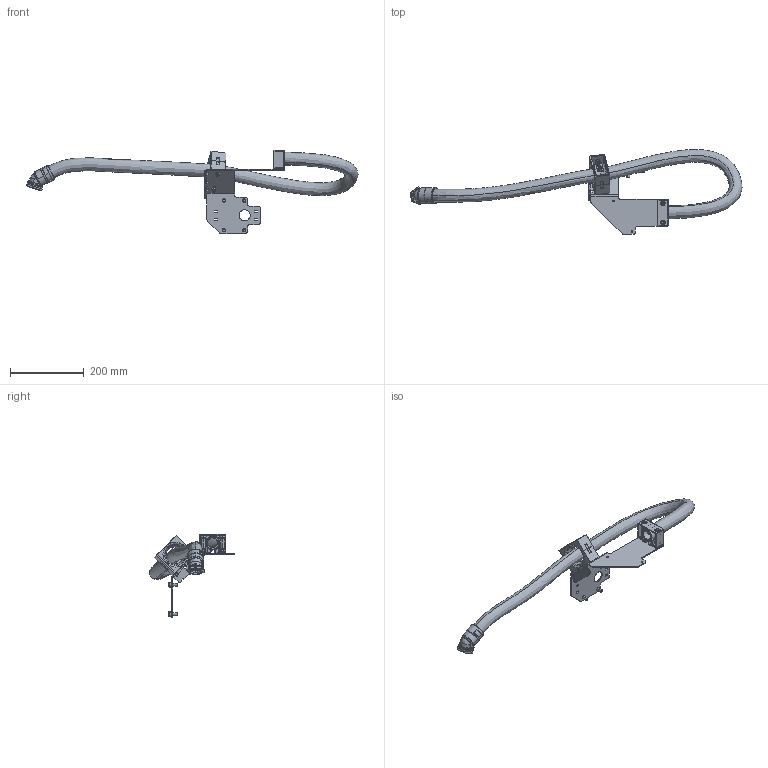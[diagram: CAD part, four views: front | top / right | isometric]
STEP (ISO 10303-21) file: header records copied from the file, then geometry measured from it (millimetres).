
FILE_DESCRIPTION (( 'STEP AP203' ), '1' );
FILE_NAME ('P2220.STEP', '2020-05-26T13:23:16', ( '' ), ( '' ), 'SwSTEP 2.0', 'SolidWorks 2019', '' );
FILE_SCHEMA (( 'CONFIG_CONTROL_DESIGN' ));
Products named in the file (1): P2220
Bounding box: 898.1 x 229.9 x 224.6 mm (x, y, z)
Volume: 704624 mm3; surface area: 403937.8 mm2
Topology: 20 solids, 20 shells, 1352 faces, 3416 edges, 2101 vertices
Faces by surface type: plane 450, cylinder 434, bspline 243, torus 97, cone 84, sphere 44
Entity records: 85188 total; most frequent: CARTESIAN_POINT 53914, ORIENTED_EDGE 6732, DIRECTION 6307, EDGE_CURVE 3366, AXIS2_PLACEMENT_3D 2402, VERTEX_POINT 2101, VECTOR 1503, LINE 1503
